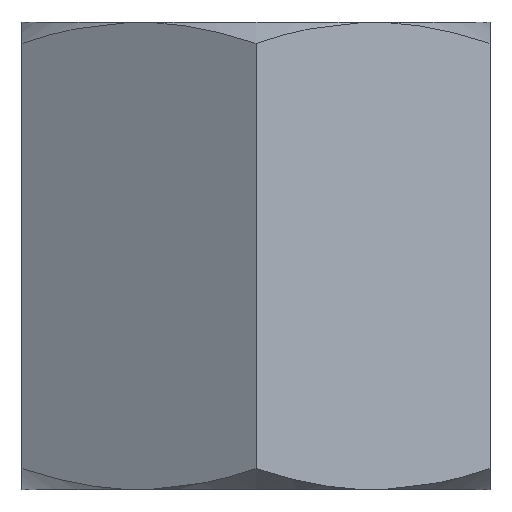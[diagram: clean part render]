
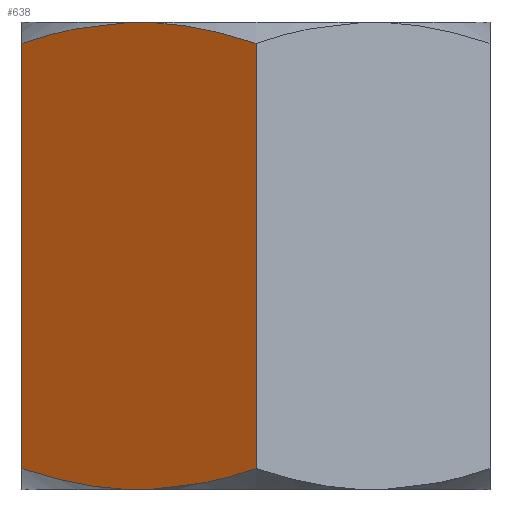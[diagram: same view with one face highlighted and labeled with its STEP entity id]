
A CAD part, left-side view. The second image highlights one B-rep face of the part: STEP entity #638.
In plain terms, the highlighted planar face has unit normal (-0.866, 0.5, 0).
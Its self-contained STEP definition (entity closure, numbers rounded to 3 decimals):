
#45 = CONICAL_SURFACE('',#46,2.5,1.047);
#46 = AXIS2_PLACEMENT_3D('',#47,#48,#49);
#47 = CARTESIAN_POINT('',(0.,0.,0.));
#48 = DIRECTION('',(0.,0.,1.));
#49 = DIRECTION('',(1.,0.,0.));
#109 = CONICAL_SURFACE('',#110,2.89,1.047);
#110 = AXIS2_PLACEMENT_3D('',#111,#112,#113);
#111 = CARTESIAN_POINT('',(0.,0.,4.775));
#112 = DIRECTION('',(-0.,-0.,-1.));
#113 = DIRECTION('',(1.,0.,0.));
#142 = PLANE('',#143);
#143 = AXIS2_PLACEMENT_3D('',#144,#145,#146);
#144 = CARTESIAN_POINT('',(1.445,2.503,0.));
#145 = DIRECTION('',(0.,-1.,0.));
#146 = DIRECTION('',(-1.,0.,0.));
#276 = VERTEX_POINT('',#277);
#277 = CARTESIAN_POINT('',(-2.89,0.,0.225));
#299 = PLANE('',#300);
#300 = AXIS2_PLACEMENT_3D('',#301,#302,#303);
#301 = CARTESIAN_POINT('',(-2.89,0.,0.));
#302 = DIRECTION('',(0.866,0.5,0.));
#303 = DIRECTION('',(0.5,-0.866,0.));
#311 = EDGE_CURVE('',#312,#276,#314,.T.);
#312 = VERTEX_POINT('',#313);
#313 = CARTESIAN_POINT('',(-1.445,2.503,0.225));
#314 = SURFACE_CURVE('',#315,(#320,#334),.PCURVE_S1.);
#315 = HYPERBOLA('',#316,1.445,2.503);
#316 = AXIS2_PLACEMENT_3D('',#317,#318,#319);
#317 = CARTESIAN_POINT('',(-2.168,1.251,-1.443));
#318 = DIRECTION('',(0.866,-0.5,0.));
#319 = DIRECTION('',(0.,0.,1.));
#320 = PCURVE('',#45,#321);
#321 = DEFINITIONAL_REPRESENTATION('',(#322),#333);
#322 = B_SPLINE_CURVE_WITH_KNOTS('',9,(#323,#324,#325,#326,#327,#328,
    #329,#330,#331,#332),.UNSPECIFIED.,.F.,.F.,(10,10),(-0.549,
    0.549),.PIECEWISE_BEZIER_KNOTS.);
#323 = CARTESIAN_POINT('',(2.094,0.225));
#324 = CARTESIAN_POINT('',(2.2,0.123));
#325 = CARTESIAN_POINT('',(2.313,0.049));
#326 = CARTESIAN_POINT('',(2.432,0.001));
#327 = CARTESIAN_POINT('',(2.556,-0.022));
#328 = CARTESIAN_POINT('',(2.68,-0.022));
#329 = CARTESIAN_POINT('',(2.804,0.001));
#330 = CARTESIAN_POINT('',(2.923,0.049));
#331 = CARTESIAN_POINT('',(3.036,0.123));
#332 = CARTESIAN_POINT('',(3.142,0.225));
#333 = ( GEOMETRIC_REPRESENTATION_CONTEXT(2) 
PARAMETRIC_REPRESENTATION_CONTEXT() REPRESENTATION_CONTEXT('2D SPACE',''
  ) );
#334 = PCURVE('',#335,#340);
#335 = PLANE('',#336);
#336 = AXIS2_PLACEMENT_3D('',#337,#338,#339);
#337 = CARTESIAN_POINT('',(-1.445,2.503,0.));
#338 = DIRECTION('',(0.866,-0.5,0.));
#339 = DIRECTION('',(-0.5,-0.866,0.));
#340 = DEFINITIONAL_REPRESENTATION('',(#341),#345);
#341 = ( BOUNDED_CURVE() B_SPLINE_CURVE(2,(#342,#343,#344),
.UNSPECIFIED.,.F.,.F.) B_SPLINE_CURVE_WITH_KNOTS((3,3),(-0.549,
0.549),.PIECEWISE_BEZIER_KNOTS.) CURVE() 
GEOMETRIC_REPRESENTATION_ITEM() RATIONAL_B_SPLINE_CURVE((1.,
1.155,1.)) REPRESENTATION_ITEM('') );
#342 = CARTESIAN_POINT('',(0.,-0.225));
#343 = CARTESIAN_POINT('',(1.445,0.192));
#344 = CARTESIAN_POINT('',(2.89,-0.225));
#345 = ( GEOMETRIC_REPRESENTATION_CONTEXT(2) 
PARAMETRIC_REPRESENTATION_CONTEXT() REPRESENTATION_CONTEXT('2D SPACE',''
  ) );
#383 = VERTEX_POINT('',#384);
#384 = CARTESIAN_POINT('',(-1.445,2.503,4.775));
#413 = EDGE_CURVE('',#312,#383,#414,.T.);
#414 = SURFACE_CURVE('',#415,(#419,#426),.PCURVE_S1.);
#415 = LINE('',#416,#417);
#416 = CARTESIAN_POINT('',(-1.445,2.503,0.));
#417 = VECTOR('',#418,1.);
#418 = DIRECTION('',(0.,0.,1.));
#419 = PCURVE('',#142,#420);
#420 = DEFINITIONAL_REPRESENTATION('',(#421),#425);
#421 = LINE('',#422,#423);
#422 = CARTESIAN_POINT('',(2.89,0.));
#423 = VECTOR('',#424,1.);
#424 = DIRECTION('',(0.,-1.));
#425 = ( GEOMETRIC_REPRESENTATION_CONTEXT(2) 
PARAMETRIC_REPRESENTATION_CONTEXT() REPRESENTATION_CONTEXT('2D SPACE',''
  ) );
#426 = PCURVE('',#335,#427);
#427 = DEFINITIONAL_REPRESENTATION('',(#428),#432);
#428 = LINE('',#429,#430);
#429 = CARTESIAN_POINT('',(0.,0.));
#430 = VECTOR('',#431,1.);
#431 = DIRECTION('',(0.,-1.));
#432 = ( GEOMETRIC_REPRESENTATION_CONTEXT(2) 
PARAMETRIC_REPRESENTATION_CONTEXT() REPRESENTATION_CONTEXT('2D SPACE',''
  ) );
#521 = EDGE_CURVE('',#522,#383,#524,.T.);
#522 = VERTEX_POINT('',#523);
#523 = CARTESIAN_POINT('',(-2.89,0.,4.775));
#524 = SURFACE_CURVE('',#525,(#530,#544),.PCURVE_S1.);
#525 = HYPERBOLA('',#526,1.445,2.503);
#526 = AXIS2_PLACEMENT_3D('',#527,#528,#529);
#527 = CARTESIAN_POINT('',(-2.168,1.251,6.443));
#528 = DIRECTION('',(0.866,-0.5,0.));
#529 = DIRECTION('',(0.,0.,-1.));
#530 = PCURVE('',#109,#531);
#531 = DEFINITIONAL_REPRESENTATION('',(#532),#543);
#532 = B_SPLINE_CURVE_WITH_KNOTS('',9,(#533,#534,#535,#536,#537,#538,
    #539,#540,#541,#542),.UNSPECIFIED.,.F.,.F.,(10,10),(-0.549,
    0.549),.PIECEWISE_BEZIER_KNOTS.);
#533 = CARTESIAN_POINT('',(-3.142,0.));
#534 = CARTESIAN_POINT('',(-3.036,-0.102));
#535 = CARTESIAN_POINT('',(-2.923,-0.176));
#536 = CARTESIAN_POINT('',(-2.804,-0.224));
#537 = CARTESIAN_POINT('',(-2.68,-0.248));
#538 = CARTESIAN_POINT('',(-2.556,-0.248));
#539 = CARTESIAN_POINT('',(-2.432,-0.224));
#540 = CARTESIAN_POINT('',(-2.313,-0.176));
#541 = CARTESIAN_POINT('',(-2.2,-0.102));
#542 = CARTESIAN_POINT('',(-2.094,0.));
#543 = ( GEOMETRIC_REPRESENTATION_CONTEXT(2) 
PARAMETRIC_REPRESENTATION_CONTEXT() REPRESENTATION_CONTEXT('2D SPACE',''
  ) );
#544 = PCURVE('',#335,#545);
#545 = DEFINITIONAL_REPRESENTATION('',(#546),#550);
#546 = ( BOUNDED_CURVE() B_SPLINE_CURVE(2,(#547,#548,#549),
.UNSPECIFIED.,.F.,.F.) B_SPLINE_CURVE_WITH_KNOTS((3,3),(-0.549,
0.549),.PIECEWISE_BEZIER_KNOTS.) CURVE() 
GEOMETRIC_REPRESENTATION_ITEM() RATIONAL_B_SPLINE_CURVE((1.,
1.155,1.)) REPRESENTATION_ITEM('') );
#547 = CARTESIAN_POINT('',(2.89,-4.775));
#548 = CARTESIAN_POINT('',(1.445,-5.192));
#549 = CARTESIAN_POINT('',(0.,-4.775));
#550 = ( GEOMETRIC_REPRESENTATION_CONTEXT(2) 
PARAMETRIC_REPRESENTATION_CONTEXT() REPRESENTATION_CONTEXT('2D SPACE',''
  ) );
#638 = ADVANCED_FACE('',(#639),#335,.F.);
#639 = FACE_BOUND('',#640,.F.);
#640 = EDGE_LOOP('',(#641,#642,#643,#644));
#641 = ORIENTED_EDGE('',*,*,#311,.F.);
#642 = ORIENTED_EDGE('',*,*,#413,.T.);
#643 = ORIENTED_EDGE('',*,*,#521,.F.);
#644 = ORIENTED_EDGE('',*,*,#645,.F.);
#645 = EDGE_CURVE('',#276,#522,#646,.T.);
#646 = SURFACE_CURVE('',#647,(#651,#658),.PCURVE_S1.);
#647 = LINE('',#648,#649);
#648 = CARTESIAN_POINT('',(-2.89,0.,0.));
#649 = VECTOR('',#650,1.);
#650 = DIRECTION('',(0.,0.,1.));
#651 = PCURVE('',#335,#652);
#652 = DEFINITIONAL_REPRESENTATION('',(#653),#657);
#653 = LINE('',#654,#655);
#654 = CARTESIAN_POINT('',(2.89,0.));
#655 = VECTOR('',#656,1.);
#656 = DIRECTION('',(0.,-1.));
#657 = ( GEOMETRIC_REPRESENTATION_CONTEXT(2) 
PARAMETRIC_REPRESENTATION_CONTEXT() REPRESENTATION_CONTEXT('2D SPACE',''
  ) );
#658 = PCURVE('',#299,#659);
#659 = DEFINITIONAL_REPRESENTATION('',(#660),#664);
#660 = LINE('',#661,#662);
#661 = CARTESIAN_POINT('',(0.,0.));
#662 = VECTOR('',#663,1.);
#663 = DIRECTION('',(0.,-1.));
#664 = ( GEOMETRIC_REPRESENTATION_CONTEXT(2) 
PARAMETRIC_REPRESENTATION_CONTEXT() REPRESENTATION_CONTEXT('2D SPACE',''
  ) );
